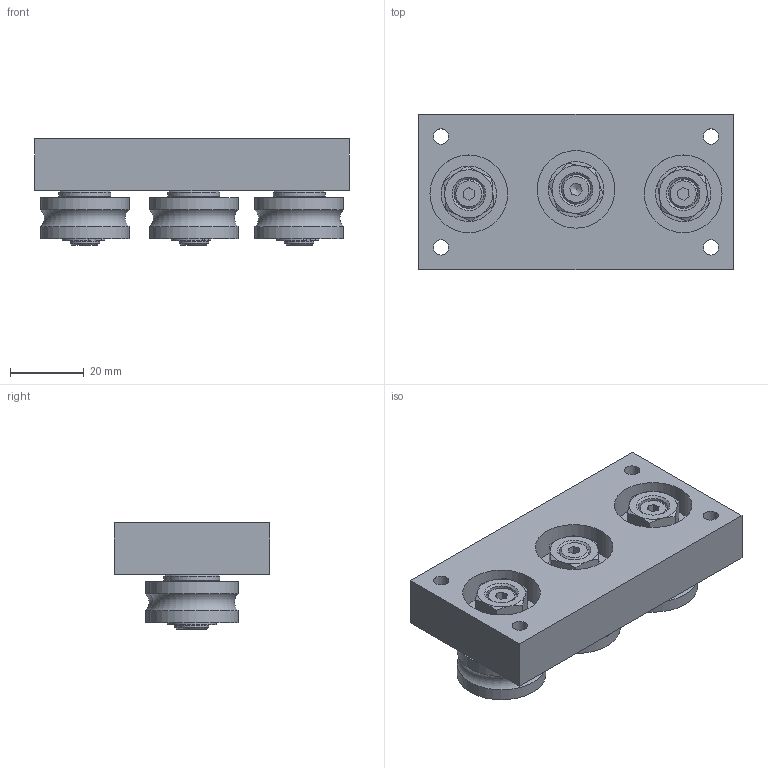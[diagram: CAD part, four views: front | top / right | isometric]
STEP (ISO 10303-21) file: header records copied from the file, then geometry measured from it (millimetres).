
FILE_DESCRIPTION(/* description */ ('GR.CARRELLO COMPL.PER IL42 85X42 3ROT.'),/* implementation_level */ '2;1');
FILE_NAME(/* name */ 'GCARO0000093.stp',/* time_stamp */ '2022-07-28T11:46:54+02:00',/* author */ ('tecnico3.vi'),/* organization */ (''),/* preprocessor_version */ 'ST-DEVELOPER v18.1',/* originating_system */ 'Autodesk Inventor 2022',/* authorisation */ '');
FILE_SCHEMA (('AUTOMOTIVE_DESIGN { 1 0 10303 214 3 1 1 }'));
Length unit declared in the file: millimetre
Products named in the file (10): 60CA00010-A; 70PF00239-A; 23.524.00E; 70PE00127-A; 23.524.00C; 70PE00126-A; CRUGC0000020; 80AER0006-A; 80MTZ0004-A; CDDDE0000044 (NASCOSTO)
Assembly tree (14 placements, depth 3):
  60CA00010-A
    70PF00239-A
    23.524.00E
      70PE00127-A
      CRUGC0000020
      80AER0006-A
      80MTZ0004-A
      CDDDE0000044 (NASCOSTO)
    23.524.00C  x2
      70PE00126-A
      CRUGC0000020
      80AER0006-A
      80MTZ0004-A
      CDDDE0000044 (NASCOSTO)
Bounding box: 85 x 42 x 28.8 mm (x, y, z)
Volume: 58633.8 mm3; surface area: 26058 mm2
Topology: 16 solids, 16 shells, 284 faces, 622 edges, 394 vertices
Faces by surface type: plane 114, cylinder 102, cone 65, torus 3
Full cylindrical faces by diameter (mm): 4 x3, 4.134 x6, 6 x3, 8 x18, 8.2 x3, 12 x6, 14 x3, 15 x3, 19 x6, 21 x3, 24 x6
Entity records: 4132 total; most frequent: DIRECTION 706, CARTESIAN_POINT 679, ORIENTED_EDGE 574, EDGE_CURVE 287, AXIS2_PLACEMENT_3D 285, VERTEX_POINT 186, EDGE_LOOP 173, LINE 136
